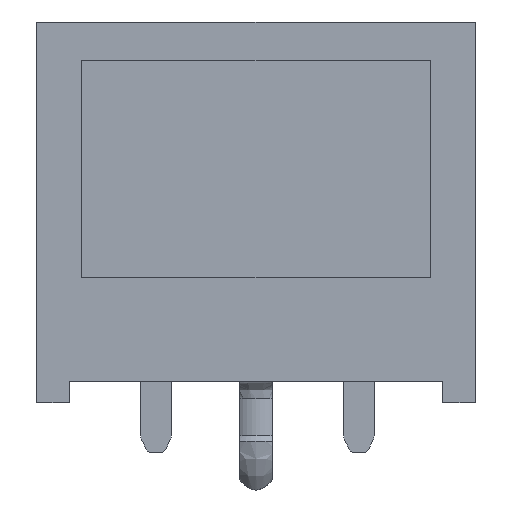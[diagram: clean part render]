
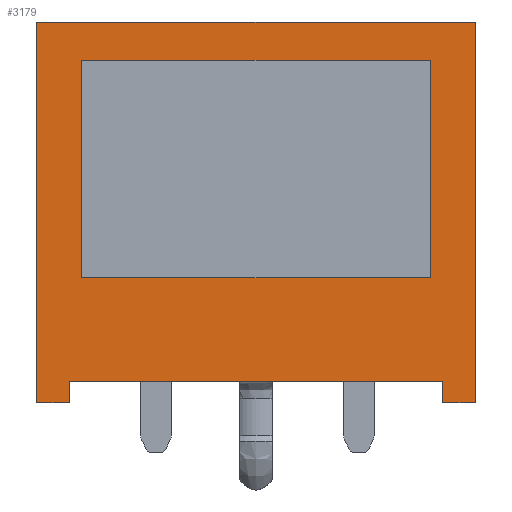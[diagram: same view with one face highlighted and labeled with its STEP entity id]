
A CAD part, front view. The second image highlights one B-rep face of the part: STEP entity #3179.
In plain terms, the highlighted planar face has unit normal (0, -1, 0).
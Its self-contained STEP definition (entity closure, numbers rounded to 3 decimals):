
#7 = PLANE ( 'NONE',  #37 ) ;
#37 = AXIS2_PLACEMENT_3D ( 'NONE', #1435, #416, #880 ) ;
#51 = CARTESIAN_POINT ( 'NONE',  ( -3.751, 7.014, 12.47 ) ) ;
#111 = CARTESIAN_POINT ( 'NONE',  ( 4.824, 7.014, 12.47 ) ) ;
#114 = EDGE_CURVE ( 'NONE', #4458, #2484, #6078, .T. ) ;
#258 = CARTESIAN_POINT ( 'NONE',  ( -5.251, 7.014, 29.97 ) ) ;
#377 = EDGE_LOOP ( 'NONE', ( #626, #3809, #4115, #3921 ) ) ;
#384 = FACE_BOUND ( 'NONE', #377, .T. ) ;
#416 = DIRECTION ( 'NONE',  ( 0., 1., 0. ) ) ;
#436 = CARTESIAN_POINT ( 'NONE',  ( 14.899, 7.014, 29.97 ) ) ;
#473 = CARTESIAN_POINT ( 'NONE',  ( 12.824, 7.014, 12.47 ) ) ;
#550 = VERTEX_POINT ( 'NONE', #5557 ) ;
#583 = VERTEX_POINT ( 'NONE', #2821 ) ;
#606 = CARTESIAN_POINT ( 'NONE',  ( 13.399, 7.014, 13.47 ) ) ;
#626 = ORIENTED_EDGE ( 'NONE', *, *, #2983, .F. ) ;
#633 = EDGE_CURVE ( 'NONE', #2434, #3432, #3841, .T. ) ;
#655 = VERTEX_POINT ( 'NONE', #3346 ) ;
#678 = DIRECTION ( 'NONE',  ( -1., 0., 0. ) ) ;
#714 = LINE ( 'NONE', #2604, #3508 ) ;
#732 = VECTOR ( 'NONE', #1222, 1000. ) ;
#766 = LINE ( 'NONE', #4056, #835 ) ;
#835 = VECTOR ( 'NONE', #4551, 1000. ) ;
#876 = LINE ( 'NONE', #3576, #4515 ) ;
#880 = DIRECTION ( 'NONE',  ( 0., 0., 1. ) ) ;
#975 = ORIENTED_EDGE ( 'NONE', *, *, #5034, .F. ) ;
#1072 = CARTESIAN_POINT ( 'NONE',  ( -3.176, 7.014, 18.22 ) ) ;
#1081 = VERTEX_POINT ( 'NONE', #1072 ) ;
#1222 = DIRECTION ( 'NONE',  ( -1., 0., 0. ) ) ;
#1306 = ORIENTED_EDGE ( 'NONE', *, *, #1655, .F. ) ;
#1435 = CARTESIAN_POINT ( 'NONE',  ( 4.824, 7.014, 12.47 ) ) ;
#1445 = LINE ( 'NONE', #51, #1730 ) ;
#1509 = VECTOR ( 'NONE', #4276, 1000. ) ;
#1655 = EDGE_CURVE ( 'NONE', #550, #2134, #4961, .T. ) ;
#1690 = ORIENTED_EDGE ( 'NONE', *, *, #4886, .F. ) ;
#1726 = DIRECTION ( 'NONE',  ( 0., 0., 1. ) ) ;
#1730 = VECTOR ( 'NONE', #3869, 1000. ) ;
#1800 = ORIENTED_EDGE ( 'NONE', *, *, #2606, .T. ) ;
#1897 = DIRECTION ( 'NONE',  ( 0., 0., 1. ) ) ;
#1955 = CARTESIAN_POINT ( 'NONE',  ( -5.251, 7.014, 12.47 ) ) ;
#1956 = VERTEX_POINT ( 'NONE', #606 ) ;
#2134 = VERTEX_POINT ( 'NONE', #1955 ) ;
#2208 = LINE ( 'NONE', #5112, #732 ) ;
#2226 = VECTOR ( 'NONE', #1726, 1000. ) ;
#2293 = EDGE_CURVE ( 'NONE', #655, #583, #714, .T. ) ;
#2374 = FACE_OUTER_BOUND ( 'NONE', #3856, .T. ) ;
#2434 = VERTEX_POINT ( 'NONE', #436 ) ;
#2478 = CARTESIAN_POINT ( 'NONE',  ( -3.176, 7.014, 28.22 ) ) ;
#2484 = VERTEX_POINT ( 'NONE', #3533 ) ;
#2495 = VERTEX_POINT ( 'NONE', #2478 ) ;
#2525 = ORIENTED_EDGE ( 'NONE', *, *, #3806, .F. ) ;
#2604 = CARTESIAN_POINT ( 'NONE',  ( 4.824, 7.014, 12.47 ) ) ;
#2606 = EDGE_CURVE ( 'NONE', #3432, #2134, #766, .T. ) ;
#2741 = LINE ( 'NONE', #6059, #5322 ) ;
#2773 = DIRECTION ( 'NONE',  ( 1., 0., 0. ) ) ;
#2821 = CARTESIAN_POINT ( 'NONE',  ( 13.399, 7.014, 12.47 ) ) ;
#2983 = EDGE_CURVE ( 'NONE', #2484, #2495, #2208, .T. ) ;
#3158 = ORIENTED_EDGE ( 'NONE', *, *, #5502, .T. ) ;
#3179 = ADVANCED_FACE ( 'NONE', ( #384, #2374 ), #7, .F. ) ;
#3207 = DIRECTION ( 'NONE',  ( -1., 0., 0. ) ) ;
#3212 = VECTOR ( 'NONE', #678, 1000. ) ;
#3299 = LINE ( 'NONE', #4731, #5814 ) ;
#3317 = CARTESIAN_POINT ( 'NONE',  ( -5.251, 7.014, 29.97 ) ) ;
#3318 = ORIENTED_EDGE ( 'NONE', *, *, #633, .T. ) ;
#3346 = CARTESIAN_POINT ( 'NONE',  ( 14.899, 7.014, 12.47 ) ) ;
#3432 = VERTEX_POINT ( 'NONE', #258 ) ;
#3489 = VECTOR ( 'NONE', #5689, 1000. ) ;
#3508 = VECTOR ( 'NONE', #4498, 1000. ) ;
#3533 = CARTESIAN_POINT ( 'NONE',  ( 12.824, 7.014, 28.22 ) ) ;
#3576 = CARTESIAN_POINT ( 'NONE',  ( 4.824, 7.014, 13.47 ) ) ;
#3617 = CARTESIAN_POINT ( 'NONE',  ( 14.899, 7.014, 29.97 ) ) ;
#3708 = LINE ( 'NONE', #3617, #2226 ) ;
#3724 = VECTOR ( 'NONE', #4634, 1000. ) ;
#3806 = EDGE_CURVE ( 'NONE', #5978, #550, #1445, .T. ) ;
#3809 = ORIENTED_EDGE ( 'NONE', *, *, #114, .F. ) ;
#3841 = LINE ( 'NONE', #3317, #1509 ) ;
#3856 = EDGE_LOOP ( 'NONE', ( #975, #5163, #3158, #3318, #1800, #1306, #2525, #1690 ) ) ;
#3869 = DIRECTION ( 'NONE',  ( 0., 0., -1. ) ) ;
#3921 = ORIENTED_EDGE ( 'NONE', *, *, #5939, .F. ) ;
#4056 = CARTESIAN_POINT ( 'NONE',  ( -5.251, 7.014, 12.47 ) ) ;
#4115 = ORIENTED_EDGE ( 'NONE', *, *, #4910, .F. ) ;
#4276 = DIRECTION ( 'NONE',  ( -1., 0., 0. ) ) ;
#4458 = VERTEX_POINT ( 'NONE', #5445 ) ;
#4498 = DIRECTION ( 'NONE',  ( -1., 0., 0. ) ) ;
#4515 = VECTOR ( 'NONE', #3207, 1000. ) ;
#4551 = DIRECTION ( 'NONE',  ( 0., 0., -1. ) ) ;
#4634 = DIRECTION ( 'NONE',  ( 0., 0., -1. ) ) ;
#4731 = CARTESIAN_POINT ( 'NONE',  ( 13.399, 7.014, 12.47 ) ) ;
#4732 = CARTESIAN_POINT ( 'NONE',  ( -3.751, 7.014, 13.47 ) ) ;
#4886 = EDGE_CURVE ( 'NONE', #1956, #5978, #876, .T. ) ;
#4910 = EDGE_CURVE ( 'NONE', #1081, #4458, #2741, .T. ) ;
#4961 = LINE ( 'NONE', #111, #3212 ) ;
#5034 = EDGE_CURVE ( 'NONE', #583, #1956, #3299, .T. ) ;
#5071 = LINE ( 'NONE', #6089, #3724 ) ;
#5112 = CARTESIAN_POINT ( 'NONE',  ( 4.824, 7.014, 28.22 ) ) ;
#5163 = ORIENTED_EDGE ( 'NONE', *, *, #2293, .F. ) ;
#5322 = VECTOR ( 'NONE', #2773, 1000. ) ;
#5445 = CARTESIAN_POINT ( 'NONE',  ( 12.824, 7.014, 18.22 ) ) ;
#5502 = EDGE_CURVE ( 'NONE', #655, #2434, #3708, .T. ) ;
#5557 = CARTESIAN_POINT ( 'NONE',  ( -3.751, 7.014, 12.47 ) ) ;
#5689 = DIRECTION ( 'NONE',  ( 0., 0., 1. ) ) ;
#5814 = VECTOR ( 'NONE', #1897, 1000. ) ;
#5939 = EDGE_CURVE ( 'NONE', #2495, #1081, #5071, .T. ) ;
#5978 = VERTEX_POINT ( 'NONE', #4732 ) ;
#6059 = CARTESIAN_POINT ( 'NONE',  ( 4.824, 7.014, 18.22 ) ) ;
#6078 = LINE ( 'NONE', #473, #3489 ) ;
#6089 = CARTESIAN_POINT ( 'NONE',  ( -3.176, 7.014, 12.47 ) ) ;
